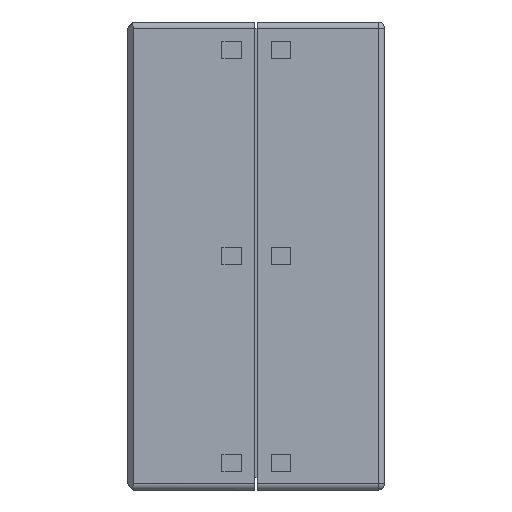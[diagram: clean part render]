
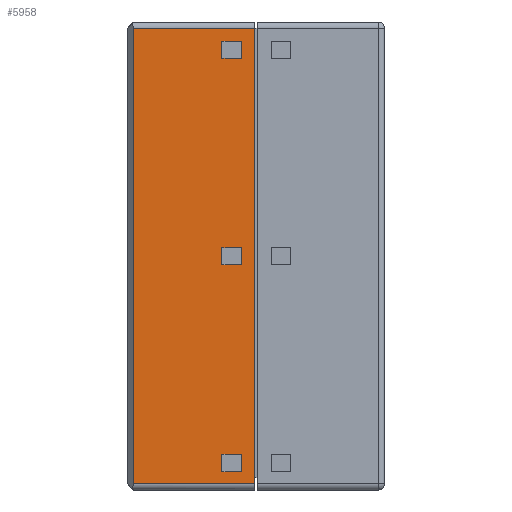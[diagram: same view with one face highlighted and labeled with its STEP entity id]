
A CAD part, left-side view. The second image highlights one B-rep face of the part: STEP entity #5958.
In plain terms, the highlighted planar face has unit normal (-1, 0, 0).
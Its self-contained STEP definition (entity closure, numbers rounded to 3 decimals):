
#160=FACE_BOUND('',#807,.T.);
#161=FACE_BOUND('',#808,.T.);
#162=FACE_BOUND('',#809,.T.);
#206=PLANE('',#6323);
#461=FACE_OUTER_BOUND('',#806,.T.);
#806=EDGE_LOOP('',(#4173,#4174,#4175,#4176));
#807=EDGE_LOOP('',(#4177,#4178,#4179,#4180));
#808=EDGE_LOOP('',(#4181,#4182,#4183,#4184));
#809=EDGE_LOOP('',(#4185,#4186,#4187,#4188));
#1203=LINE('',#8178,#1907);
#1204=LINE('',#8181,#1908);
#1216=LINE('',#8211,#1920);
#1217=LINE('',#8212,#1921);
#1218=LINE('',#8215,#1922);
#1219=LINE('',#8217,#1923);
#1220=LINE('',#8219,#1924);
#1221=LINE('',#8220,#1925);
#1222=LINE('',#8223,#1926);
#1223=LINE('',#8225,#1927);
#1224=LINE('',#8227,#1928);
#1225=LINE('',#8228,#1929);
#1226=LINE('',#8231,#1930);
#1227=LINE('',#8233,#1931);
#1228=LINE('',#8235,#1932);
#1229=LINE('',#8236,#1933);
#1907=VECTOR('',#6708,10.);
#1908=VECTOR('',#6711,10.);
#1920=VECTOR('',#6731,10.);
#1921=VECTOR('',#6732,10.);
#1922=VECTOR('',#6733,10.);
#1923=VECTOR('',#6734,10.);
#1924=VECTOR('',#6735,10.);
#1925=VECTOR('',#6736,10.);
#1926=VECTOR('',#6737,10.);
#1927=VECTOR('',#6738,10.);
#1928=VECTOR('',#6739,10.);
#1929=VECTOR('',#6740,10.);
#1930=VECTOR('',#6741,10.);
#1931=VECTOR('',#6742,10.);
#1932=VECTOR('',#6743,10.);
#1933=VECTOR('',#6744,10.);
#2686=VERTEX_POINT('',#8169);
#2690=VERTEX_POINT('',#8176);
#2691=VERTEX_POINT('',#8180);
#2705=VERTEX_POINT('',#8210);
#2706=VERTEX_POINT('',#8213);
#2707=VERTEX_POINT('',#8214);
#2708=VERTEX_POINT('',#8216);
#2709=VERTEX_POINT('',#8218);
#2710=VERTEX_POINT('',#8221);
#2711=VERTEX_POINT('',#8222);
#2712=VERTEX_POINT('',#8224);
#2713=VERTEX_POINT('',#8226);
#2714=VERTEX_POINT('',#8229);
#2715=VERTEX_POINT('',#8230);
#2716=VERTEX_POINT('',#8232);
#2717=VERTEX_POINT('',#8234);
#3274=EDGE_CURVE('',#2690,#2686,#1203,.T.);
#3275=EDGE_CURVE('',#2691,#2686,#1204,.T.);
#3290=EDGE_CURVE('',#2705,#2690,#1216,.T.);
#3291=EDGE_CURVE('',#2691,#2705,#1217,.T.);
#3292=EDGE_CURVE('',#2706,#2707,#1218,.T.);
#3293=EDGE_CURVE('',#2707,#2708,#1219,.T.);
#3294=EDGE_CURVE('',#2708,#2709,#1220,.T.);
#3295=EDGE_CURVE('',#2709,#2706,#1221,.T.);
#3296=EDGE_CURVE('',#2710,#2711,#1222,.T.);
#3297=EDGE_CURVE('',#2711,#2712,#1223,.T.);
#3298=EDGE_CURVE('',#2712,#2713,#1224,.T.);
#3299=EDGE_CURVE('',#2713,#2710,#1225,.T.);
#3300=EDGE_CURVE('',#2714,#2715,#1226,.T.);
#3301=EDGE_CURVE('',#2715,#2716,#1227,.T.);
#3302=EDGE_CURVE('',#2716,#2717,#1228,.T.);
#3303=EDGE_CURVE('',#2717,#2714,#1229,.T.);
#4173=ORIENTED_EDGE('',*,*,#3274,.F.);
#4174=ORIENTED_EDGE('',*,*,#3290,.F.);
#4175=ORIENTED_EDGE('',*,*,#3291,.F.);
#4176=ORIENTED_EDGE('',*,*,#3275,.T.);
#4177=ORIENTED_EDGE('',*,*,#3292,.T.);
#4178=ORIENTED_EDGE('',*,*,#3293,.T.);
#4179=ORIENTED_EDGE('',*,*,#3294,.T.);
#4180=ORIENTED_EDGE('',*,*,#3295,.T.);
#4181=ORIENTED_EDGE('',*,*,#3296,.T.);
#4182=ORIENTED_EDGE('',*,*,#3297,.T.);
#4183=ORIENTED_EDGE('',*,*,#3298,.T.);
#4184=ORIENTED_EDGE('',*,*,#3299,.T.);
#4185=ORIENTED_EDGE('',*,*,#3300,.T.);
#4186=ORIENTED_EDGE('',*,*,#3301,.T.);
#4187=ORIENTED_EDGE('',*,*,#3302,.T.);
#4188=ORIENTED_EDGE('',*,*,#3303,.T.);
#5958=ADVANCED_FACE('',(#461,#160,#161,#162),#206,.T.);
#6323=AXIS2_PLACEMENT_3D('',#8209,#6729,#6730);
#6708=DIRECTION('',(0.,-1.,0.));
#6711=DIRECTION('',(0.,0.,1.));
#6729=DIRECTION('center_axis',(-1.,0.,0.));
#6730=DIRECTION('ref_axis',(0.,-1.,0.));
#6731=DIRECTION('',(0.,0.,1.));
#6732=DIRECTION('',(0.,1.,0.));
#6733=DIRECTION('',(0.,0.,1.));
#6734=DIRECTION('',(0.,-1.,0.));
#6735=DIRECTION('',(0.,0.,-1.));
#6736=DIRECTION('',(0.,1.,0.));
#6737=DIRECTION('',(0.,0.,1.));
#6738=DIRECTION('',(0.,-1.,0.));
#6739=DIRECTION('',(0.,0.,-1.));
#6740=DIRECTION('',(0.,1.,0.));
#6741=DIRECTION('',(0.,1.,0.));
#6742=DIRECTION('',(0.,0.,1.));
#6743=DIRECTION('',(0.,-1.,0.));
#6744=DIRECTION('',(0.,0.,-1.));
#8169=CARTESIAN_POINT('',(0.,10.55,37.5));
#8176=CARTESIAN_POINT('',(0.,20.4,37.5));
#8178=CARTESIAN_POINT('',(0.,15.675,37.5));
#8180=CARTESIAN_POINT('',(0.,10.55,0.5));
#8181=CARTESIAN_POINT('',(0.,10.55,19.));
#8209=CARTESIAN_POINT('Origin',(0.,20.9,0.));
#8210=CARTESIAN_POINT('',(0.,20.4,0.5));
#8211=CARTESIAN_POINT('',(0.,20.4,0.));
#8212=CARTESIAN_POINT('',(0.,15.675,0.5));
#8213=CARTESIAN_POINT('',(0.,13.217,35.053));
#8214=CARTESIAN_POINT('',(0.,13.217,36.453));
#8215=CARTESIAN_POINT('',(0.,13.217,17.527));
#8216=CARTESIAN_POINT('',(0.,11.617,36.453));
#8217=CARTESIAN_POINT('',(0.,17.059,36.453));
#8218=CARTESIAN_POINT('',(0.,11.617,35.053));
#8219=CARTESIAN_POINT('',(0.,11.617,18.227));
#8220=CARTESIAN_POINT('',(0.,16.259,35.053));
#8221=CARTESIAN_POINT('',(0.,13.217,18.277));
#8222=CARTESIAN_POINT('',(0.,13.217,19.677));
#8223=CARTESIAN_POINT('',(0.,13.217,9.138));
#8224=CARTESIAN_POINT('',(0.,11.617,19.677));
#8225=CARTESIAN_POINT('',(0.,17.059,19.677));
#8226=CARTESIAN_POINT('',(0.,11.617,18.277));
#8227=CARTESIAN_POINT('',(0.,11.617,9.838));
#8228=CARTESIAN_POINT('',(0.,16.259,18.277));
#8229=CARTESIAN_POINT('',(0.,11.617,1.5));
#8230=CARTESIAN_POINT('',(0.,13.217,1.5));
#8231=CARTESIAN_POINT('',(0.,16.259,1.5));
#8232=CARTESIAN_POINT('',(0.,13.217,2.9));
#8233=CARTESIAN_POINT('',(0.,13.217,0.75));
#8234=CARTESIAN_POINT('',(0.,11.617,2.9));
#8235=CARTESIAN_POINT('',(0.,17.059,2.9));
#8236=CARTESIAN_POINT('',(0.,11.617,1.45));
